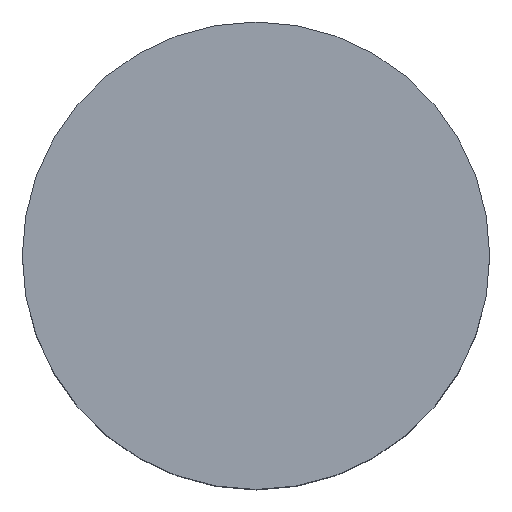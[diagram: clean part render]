
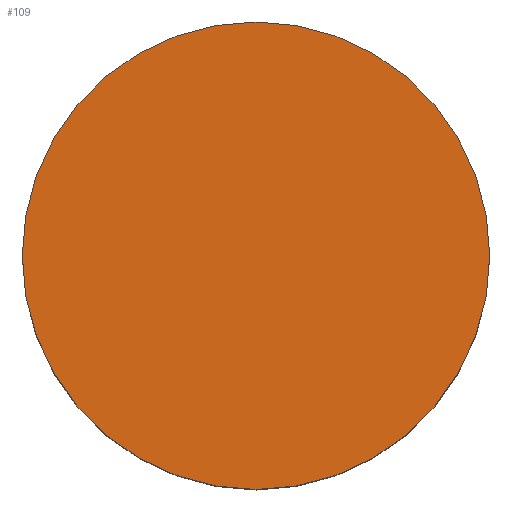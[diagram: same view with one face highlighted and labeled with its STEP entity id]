
A CAD part, top view. The second image highlights one B-rep face of the part: STEP entity #109.
In plain terms, the highlighted planar face has unit normal (0, 0, 1).
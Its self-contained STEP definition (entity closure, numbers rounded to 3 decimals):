
#4 = AXIS2_PLACEMENT_3D ( 'NONE', #121, #112, #166 ) ;
#5 = DIRECTION ( 'NONE',  ( 0., 0., 1. ) ) ;
#8 = CARTESIAN_POINT ( 'NONE',  ( 92.328, 21.724, -4. ) ) ;
#13 = EDGE_CURVE ( 'NONE', #143, #114, #98, .T. ) ;
#34 = EDGE_CURVE ( 'NONE', #114, #143, #100, .T. ) ;
#49 = DIRECTION ( 'NONE',  ( -1., 0., 0. ) ) ;
#57 = ORIENTED_EDGE ( 'NONE', *, *, #13, .T. ) ;
#67 = FACE_OUTER_BOUND ( 'NONE', #153, .T. ) ;
#68 = CARTESIAN_POINT ( 'NONE',  ( 92.328, 21.724, -4. ) ) ;
#98 = CIRCLE ( 'NONE', #4, 2.5 ) ;
#99 = AXIS2_PLACEMENT_3D ( 'NONE', #8, #164, #119 ) ;
#100 = CIRCLE ( 'NONE', #173, 2.5 ) ;
#109 = ADVANCED_FACE ( 'NONE', ( #67 ), #120, .T. ) ;
#112 = DIRECTION ( 'NONE',  ( 0., 0., 1. ) ) ;
#113 = ORIENTED_EDGE ( 'NONE', *, *, #34, .T. ) ;
#114 = VERTEX_POINT ( 'NONE', #151 ) ;
#119 = DIRECTION ( 'NONE',  ( -1., 0., 0. ) ) ;
#120 = PLANE ( 'NONE',  #99 ) ;
#121 = CARTESIAN_POINT ( 'NONE',  ( 92.328, 21.724, -4. ) ) ;
#143 = VERTEX_POINT ( 'NONE', #163 ) ;
#151 = CARTESIAN_POINT ( 'NONE',  ( 89.828, 21.724, -4. ) ) ;
#153 = EDGE_LOOP ( 'NONE', ( #57, #113 ) ) ;
#163 = CARTESIAN_POINT ( 'NONE',  ( 94.828, 21.724, -4. ) ) ;
#164 = DIRECTION ( 'NONE',  ( 0., 0., 1. ) ) ;
#166 = DIRECTION ( 'NONE',  ( -1., 0., 0. ) ) ;
#173 = AXIS2_PLACEMENT_3D ( 'NONE', #68, #5, #49 ) ;
